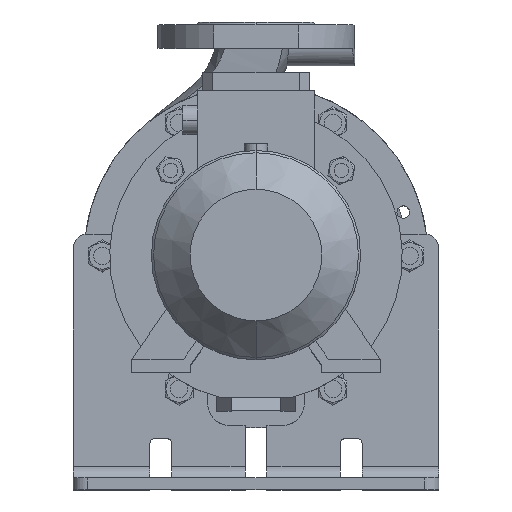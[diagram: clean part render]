
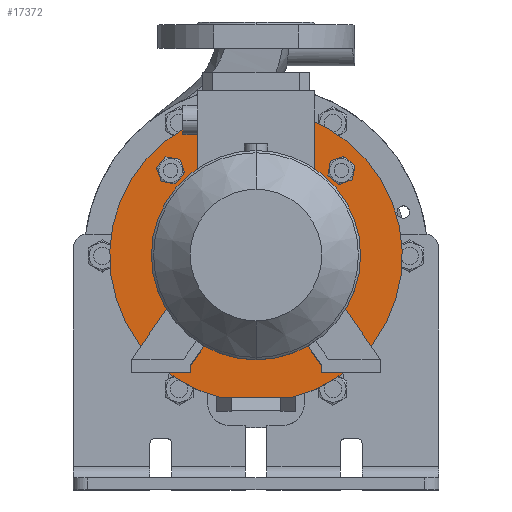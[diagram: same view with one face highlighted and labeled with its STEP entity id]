
A CAD part, top view. The second image highlights one B-rep face of the part: STEP entity #17372.
In plain terms, the highlighted planar face has unit normal (0, 0, 1).
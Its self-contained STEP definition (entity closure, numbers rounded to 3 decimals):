
#584 = CARTESIAN_POINT ( 'NONE',  ( -56.934, -50.384, 169. ) ) ;
#1698 = ORIENTED_EDGE ( 'NONE', *, *, #8794, .T. ) ;
#1995 = EDGE_CURVE ( 'NONE', #15288, #16523, #3704, .T. ) ;
#2032 = LINE ( 'NONE', #45500, #17821 ) ;
#2113 = ORIENTED_EDGE ( 'NONE', *, *, #5635, .T. ) ;
#2114 = DIRECTION ( 'NONE',  ( 0., 1., 0. ) ) ;
#3195 = FACE_BOUND ( 'NONE', #43039, .T. ) ;
#3197 = AXIS2_PLACEMENT_3D ( 'NONE', #10653, #32521, #54397 ) ;
#3314 = DIRECTION ( 'NONE',  ( 0., 0., -1. ) ) ;
#3704 = CIRCLE ( 'NONE', #22668, 8.075 ) ;
#3848 = CARTESIAN_POINT ( 'NONE',  ( 58.336, 58.336, 169. ) ) ;
#3883 = CIRCLE ( 'NONE', #16387, 8.075 ) ;
#5251 = ORIENTED_EDGE ( 'NONE', *, *, #25948, .F. ) ;
#5508 = VERTEX_POINT ( 'NONE', #55765 ) ;
#5579 = CIRCLE ( 'NONE', #3197, 8.075 ) ;
#5635 = EDGE_CURVE ( 'NONE', #34548, #28578, #6261, .T. ) ;
#5984 = CARTESIAN_POINT ( 'NONE',  ( -24.31, -97., 169. ) ) ;
#5997 = EDGE_LOOP ( 'NONE', ( #19808, #36989 ) ) ;
#6261 = CIRCLE ( 'NONE', #43697, 8.075 ) ;
#6290 = EDGE_CURVE ( 'NONE', #15366, #5508, #52138, .T. ) ;
#6623 = VERTEX_POINT ( 'NONE', #56579 ) ;
#6944 = CARTESIAN_POINT ( 'NONE',  ( -66.289, 59.739, 169. ) ) ;
#8761 = AXIS2_PLACEMENT_3D ( 'NONE', #39035, #3314, #24067 ) ;
#8794 = EDGE_CURVE ( 'NONE', #28645, #53873, #31842, .T. ) ;
#8982 = CARTESIAN_POINT ( 'NONE',  ( 58.336, 58.336, 169. ) ) ;
#10653 = CARTESIAN_POINT ( 'NONE',  ( -58.336, -58.336, 169. ) ) ;
#10760 = ORIENTED_EDGE ( 'NONE', *, *, #53407, .T. ) ;
#11999 = DIRECTION ( 'NONE',  ( 0., 1., 0. ) ) ;
#13003 = ORIENTED_EDGE ( 'NONE', *, *, #36487, .F. ) ;
#13318 = CARTESIAN_POINT ( 'NONE',  ( 0., -70., 169. ) ) ;
#13853 = DIRECTION ( 'NONE',  ( 0., -1., 0. ) ) ;
#14202 = ORIENTED_EDGE ( 'NONE', *, *, #34878, .F. ) ;
#14607 = DIRECTION ( 'NONE',  ( 0., 0., -1. ) ) ;
#15288 = VERTEX_POINT ( 'NONE', #584 ) ;
#15366 = VERTEX_POINT ( 'NONE', #5984 ) ;
#15440 = DIRECTION ( 'NONE',  ( 0., 0., 1. ) ) ;
#16064 = DIRECTION ( 'NONE',  ( 0., 0., -1. ) ) ;
#16203 = FACE_BOUND ( 'NONE', #40459, .T. ) ;
#16387 = AXIS2_PLACEMENT_3D ( 'NONE', #48928, #45015, #53356 ) ;
#16523 = VERTEX_POINT ( 'NONE', #25770 ) ;
#17372 = ADVANCED_FACE ( 'NONE', ( #28053, #16203, #25957, #26663, #49521, #3195 ), #24959, .T. ) ;
#17422 = ORIENTED_EDGE ( 'NONE', *, *, #48938, .T. ) ;
#17505 = CARTESIAN_POINT ( 'NONE',  ( -58.336, -58.336, 169. ) ) ;
#17628 = DIRECTION ( 'NONE',  ( 0., 0., 1. ) ) ;
#17821 = VECTOR ( 'NONE', #18979, 1000. ) ;
#18979 = DIRECTION ( 'NONE',  ( 1., 0., 0. ) ) ;
#19808 = ORIENTED_EDGE ( 'NONE', *, *, #1995, .T. ) ;
#20485 = DIRECTION ( 'NONE',  ( 0., 0., -1. ) ) ;
#21090 = EDGE_CURVE ( 'NONE', #16523, #15288, #5579, .T. ) ;
#22026 = CIRCLE ( 'NONE', #28521, 8.075 ) ;
#22071 = CIRCLE ( 'NONE', #34125, 8.075 ) ;
#22579 = AXIS2_PLACEMENT_3D ( 'NONE', #50595, #54682, #2114 ) ;
#22668 = AXIS2_PLACEMENT_3D ( 'NONE', #17505, #48521, #35747 ) ;
#23194 = EDGE_LOOP ( 'NONE', ( #32575, #14202 ) ) ;
#24067 = DIRECTION ( 'NONE',  ( 0., 1., 0. ) ) ;
#24340 = CARTESIAN_POINT ( 'NONE',  ( 58.336, -58.336, 169. ) ) ;
#24402 = DIRECTION ( 'NONE',  ( 0., 1., 0. ) ) ;
#24959 = PLANE ( 'NONE',  #34705 ) ;
#25014 = CIRCLE ( 'NONE', #35192, 8.075 ) ;
#25770 = CARTESIAN_POINT ( 'NONE',  ( -59.739, -66.289, 169. ) ) ;
#25948 = EDGE_CURVE ( 'NONE', #53614, #6623, #22026, .T. ) ;
#25957 = FACE_BOUND ( 'NONE', #23194, .T. ) ;
#26060 = CARTESIAN_POINT ( 'NONE',  ( 50.384, -56.934, 169. ) ) ;
#26663 = FACE_BOUND ( 'NONE', #39579, .T. ) ;
#27355 = CIRCLE ( 'NONE', #37053, 8.075 ) ;
#27701 = EDGE_CURVE ( 'NONE', #28578, #34548, #27355, .T. ) ;
#28053 = FACE_BOUND ( 'NONE', #5997, .T. ) ;
#28060 = ORIENTED_EDGE ( 'NONE', *, *, #56292, .F. ) ;
#28195 = CARTESIAN_POINT ( 'NONE',  ( -58.336, 58.336, 169. ) ) ;
#28309 = CARTESIAN_POINT ( 'NONE',  ( 59.739, 66.289, 169. ) ) ;
#28521 = AXIS2_PLACEMENT_3D ( 'NONE', #3848, #17628, #35101 ) ;
#28578 = VERTEX_POINT ( 'NONE', #6944 ) ;
#28645 = VERTEX_POINT ( 'NONE', #13318 ) ;
#30656 = DIRECTION ( 'NONE',  ( 0., -1., 0. ) ) ;
#31842 = CIRCLE ( 'NONE', #8761, 70. ) ;
#32521 = DIRECTION ( 'NONE',  ( 0., 0., -1. ) ) ;
#32575 = ORIENTED_EDGE ( 'NONE', *, *, #32684, .F. ) ;
#32684 = EDGE_CURVE ( 'NONE', #41438, #38932, #25014, .T. ) ;
#33910 = DIRECTION ( 'NONE',  ( 0., 0., 1. ) ) ;
#34125 = AXIS2_PLACEMENT_3D ( 'NONE', #8982, #43598, #30656 ) ;
#34548 = VERTEX_POINT ( 'NONE', #47600 ) ;
#34698 = EDGE_LOOP ( 'NONE', ( #10760, #13003, #50357 ) ) ;
#34705 = AXIS2_PLACEMENT_3D ( 'NONE', #55944, #33910, #47627 ) ;
#34878 = EDGE_CURVE ( 'NONE', #38932, #41438, #3883, .T. ) ;
#35101 = DIRECTION ( 'NONE',  ( 0., -1., 0. ) ) ;
#35192 = AXIS2_PLACEMENT_3D ( 'NONE', #24340, #15440, #55353 ) ;
#35747 = DIRECTION ( 'NONE',  ( 0., -1., 0. ) ) ;
#36487 = EDGE_CURVE ( 'NONE', #5508, #47133, #52140, .T. ) ;
#36989 = ORIENTED_EDGE ( 'NONE', *, *, #21090, .T. ) ;
#37053 = AXIS2_PLACEMENT_3D ( 'NONE', #28195, #14607, #41347 ) ;
#37988 = CARTESIAN_POINT ( 'NONE',  ( 0., 0., 169. ) ) ;
#38456 = CARTESIAN_POINT ( 'NONE',  ( 24.31, -97., 169. ) ) ;
#38932 = VERTEX_POINT ( 'NONE', #51876 ) ;
#39035 = CARTESIAN_POINT ( 'NONE',  ( 0., 0., 169. ) ) ;
#39297 = CARTESIAN_POINT ( 'NONE',  ( 0., 70., 169. ) ) ;
#39579 = EDGE_LOOP ( 'NONE', ( #28060, #5251 ) ) ;
#40096 = CIRCLE ( 'NONE', #49972, 70. ) ;
#40256 = AXIS2_PLACEMENT_3D ( 'NONE', #46847, #20485, #11999 ) ;
#40459 = EDGE_LOOP ( 'NONE', ( #2113, #52029 ) ) ;
#41347 = DIRECTION ( 'NONE',  ( 0., -1., 0. ) ) ;
#41438 = VERTEX_POINT ( 'NONE', #26060 ) ;
#43039 = EDGE_LOOP ( 'NONE', ( #17422, #1698 ) ) ;
#43598 = DIRECTION ( 'NONE',  ( 0., 0., 1. ) ) ;
#43697 = AXIS2_PLACEMENT_3D ( 'NONE', #49139, #53370, #13853 ) ;
#45015 = DIRECTION ( 'NONE',  ( 0., 0., 1. ) ) ;
#45500 = CARTESIAN_POINT ( 'NONE',  ( -100., -97., 169. ) ) ;
#46847 = CARTESIAN_POINT ( 'NONE',  ( 0., 0., 169. ) ) ;
#47133 = VERTEX_POINT ( 'NONE', #38456 ) ;
#47600 = CARTESIAN_POINT ( 'NONE',  ( -50.384, 56.934, 169. ) ) ;
#47627 = DIRECTION ( 'NONE',  ( 0., -1., 0. ) ) ;
#48521 = DIRECTION ( 'NONE',  ( 0., 0., -1. ) ) ;
#48928 = CARTESIAN_POINT ( 'NONE',  ( 58.336, -58.336, 169. ) ) ;
#48938 = EDGE_CURVE ( 'NONE', #53873, #28645, #40096, .T. ) ;
#49139 = CARTESIAN_POINT ( 'NONE',  ( -58.336, 58.336, 169. ) ) ;
#49521 = FACE_OUTER_BOUND ( 'NONE', #34698, .T. ) ;
#49972 = AXIS2_PLACEMENT_3D ( 'NONE', #37988, #16064, #24402 ) ;
#50357 = ORIENTED_EDGE ( 'NONE', *, *, #6290, .F. ) ;
#50595 = CARTESIAN_POINT ( 'NONE',  ( 0., 0., 169. ) ) ;
#51876 = CARTESIAN_POINT ( 'NONE',  ( 66.289, -59.739, 169. ) ) ;
#52029 = ORIENTED_EDGE ( 'NONE', *, *, #27701, .T. ) ;
#52138 = CIRCLE ( 'NONE', #22579, 100. ) ;
#52140 = CIRCLE ( 'NONE', #40256, 100. ) ;
#53356 = DIRECTION ( 'NONE',  ( 0., -1., 0. ) ) ;
#53370 = DIRECTION ( 'NONE',  ( 0., 0., -1. ) ) ;
#53407 = EDGE_CURVE ( 'NONE', #15366, #47133, #2032, .T. ) ;
#53614 = VERTEX_POINT ( 'NONE', #28309 ) ;
#53873 = VERTEX_POINT ( 'NONE', #39297 ) ;
#54397 = DIRECTION ( 'NONE',  ( 0., -1., 0. ) ) ;
#54682 = DIRECTION ( 'NONE',  ( 0., 0., -1. ) ) ;
#55353 = DIRECTION ( 'NONE',  ( 0., -1., 0. ) ) ;
#55765 = CARTESIAN_POINT ( 'NONE',  ( 0., 100., 169. ) ) ;
#55944 = CARTESIAN_POINT ( 'NONE',  ( 0., 100., 169. ) ) ;
#56292 = EDGE_CURVE ( 'NONE', #6623, #53614, #22071, .T. ) ;
#56579 = CARTESIAN_POINT ( 'NONE',  ( 56.934, 50.384, 169. ) ) ;
